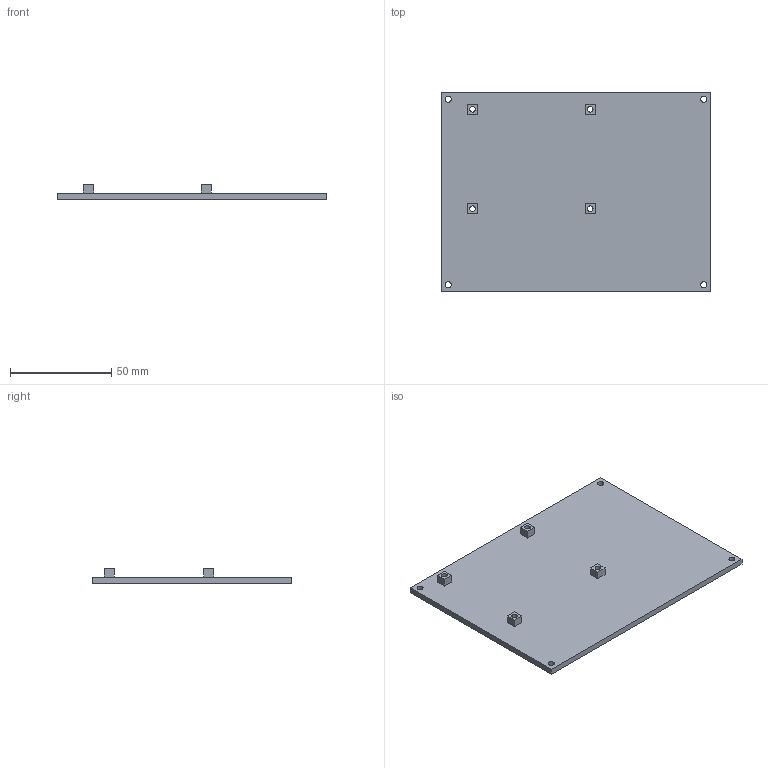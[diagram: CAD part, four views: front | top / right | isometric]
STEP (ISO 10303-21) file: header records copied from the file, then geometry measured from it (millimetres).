
FILE_DESCRIPTION(('Open CASCADE Model'),'2;1');
FILE_NAME('Open CASCADE Shape Model','2023-08-02T22:13:46',('Author'),( 'Open CASCADE'),'Open CASCADE STEP processor 7.7','Open CASCADE 7.7' ,'Unknown');
FILE_SCHEMA(('AUTOMOTIVE_DESIGN { 1 0 10303 214 1 1 1 1 }'));
Length unit declared in the file: millimetre
Products named in the file (1): Open CASCADE STEP translator 7.7 1
Bounding box: 133 x 98.5 x 7 mm (x, y, z)
Volume: 39447.9 mm3; surface area: 28162 mm2
Topology: 1 solids, 1 shells, 38 faces, 94 edges, 62 vertices
Faces by surface type: plane 26, cylinder 12
Full cylindrical faces by diameter (mm): 2.77 x8, 3 x4
Entity records: 1164 total; most frequent: CARTESIAN_POINT 195, DIRECTION 192, ORIENTED_EDGE 188, EDGE_CURVE 94, LINE 74, VECTOR 74, VERTEX_POINT 62, AXIS2_PLACEMENT_3D 59
